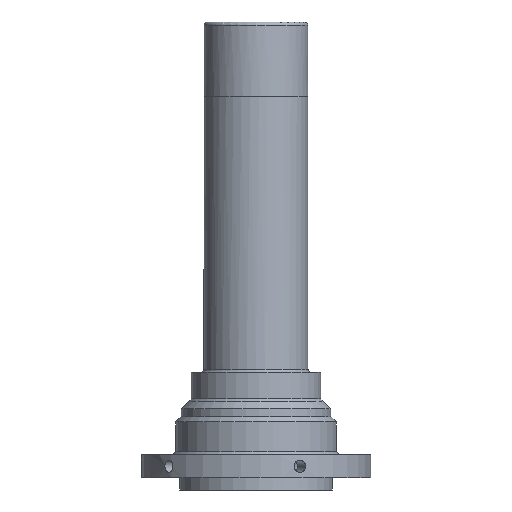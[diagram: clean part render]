
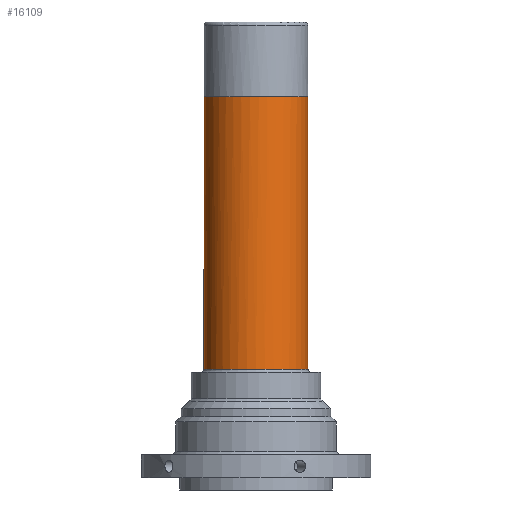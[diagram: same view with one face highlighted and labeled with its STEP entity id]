
A CAD part, front view. The second image highlights one B-rep face of the part: STEP entity #16109.
In plain terms, the highlighted cylindrical face has radius 34 mm (diameter 68 mm), a full revolution.
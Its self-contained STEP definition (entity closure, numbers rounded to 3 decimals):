
#23=ELLIPSE('',#20186,48.083,34.);
#24=ELLIPSE('',#20187,48.083,34.);
#25=ELLIPSE('',#20188,48.083,34.);
#26=ELLIPSE('',#20189,48.083,34.);
#228=B_SPLINE_CURVE_WITH_KNOTS('',3,(#29308,#29309,#29310,#29311,#29312,
#29313,#29314,#29315,#29316,#29317,#29318,#29319,#29320,#29321,#29322,#29323),
 .UNSPECIFIED.,.F.,.F.,(4,2,2,2,2,2,2,4),(0.,0.25,0.375,0.5,0.625,0.75,
0.875,1.),.UNSPECIFIED.);
#664=LINE('',#29329,#1277);
#665=LINE('',#29335,#1278);
#1277=VECTOR('',#23493,1.);
#1278=VECTOR('',#23498,1.);
#2383=CYLINDRICAL_SURFACE('',#20191,34.);
#3815=EDGE_LOOP('',(#6454,#6455));
#3816=EDGE_LOOP('',(#6456,#6457,#6458,#6459,#6460,#6461));
#3817=EDGE_LOOP('',(#6462));
#6454=ORIENTED_EDGE('',*,*,#9019,.F.);
#6455=ORIENTED_EDGE('',*,*,#9013,.F.);
#6456=ORIENTED_EDGE('',*,*,#9020,.T.);
#6457=ORIENTED_EDGE('',*,*,#9021,.T.);
#6458=ORIENTED_EDGE('',*,*,#9022,.F.);
#6459=ORIENTED_EDGE('',*,*,#9023,.T.);
#6460=ORIENTED_EDGE('',*,*,#9024,.T.);
#6461=ORIENTED_EDGE('',*,*,#9025,.F.);
#6462=ORIENTED_EDGE('',*,*,#9026,.T.);
#9013=EDGE_CURVE('',#18463,#18464,#10301,.T.);
#9019=EDGE_CURVE('',#18464,#18463,#228,.T.);
#9020=EDGE_CURVE('',#18469,#18470,#23,.T.);
#9021=EDGE_CURVE('',#18470,#18471,#24,.T.);
#9022=EDGE_CURVE('',#18472,#18471,#664,.T.);
#9023=EDGE_CURVE('',#18472,#18473,#25,.T.);
#9024=EDGE_CURVE('',#18473,#18474,#26,.T.);
#9025=EDGE_CURVE('',#18469,#18474,#665,.T.);
#9026=EDGE_CURVE('',#18475,#18475,#10303,.T.);
#10301=CIRCLE('',#20183,34.);
#10303=CIRCLE('',#20190,34.);
#16109=ADVANCED_FACE('',(#17196,#17197,#17198),#2383,.T.);
#17196=FACE_BOUND('',#3815,.T.);
#17197=FACE_BOUND('',#3816,.T.);
#17198=FACE_BOUND('',#3817,.T.);
#18463=VERTEX_POINT('',#29295);
#18464=VERTEX_POINT('',#29297);
#18469=VERTEX_POINT('',#29325);
#18470=VERTEX_POINT('',#29326);
#18471=VERTEX_POINT('',#29328);
#18472=VERTEX_POINT('',#29330);
#18473=VERTEX_POINT('',#29332);
#18474=VERTEX_POINT('',#29334);
#18475=VERTEX_POINT('',#29337);
#20183=AXIS2_PLACEMENT_3D('',#29296,#23479,#23480);
#20186=AXIS2_PLACEMENT_3D('',#29324,#23489,#23490);
#20187=AXIS2_PLACEMENT_3D('',#29327,#23491,#23492);
#20188=AXIS2_PLACEMENT_3D('',#29331,#23494,#23495);
#20189=AXIS2_PLACEMENT_3D('',#29333,#23496,#23497);
#20190=AXIS2_PLACEMENT_3D('',#29336,#23499,#23500);
#20191=AXIS2_PLACEMENT_3D('',#29338,#23501,#23502);
#23479=DIRECTION('',(0.,0.,1.));
#23480=DIRECTION('',(1.,0.,0.));
#23489=DIRECTION('',(0.,-0.707,0.707));
#23490=DIRECTION('',(0.,0.707,0.707));
#23491=DIRECTION('',(0.,-0.707,0.707));
#23492=DIRECTION('',(0.,0.707,0.707));
#23493=DIRECTION('',(0.,0.,1.));
#23494=DIRECTION('',(0.,-0.707,-0.707));
#23495=DIRECTION('',(0.,-0.707,0.707));
#23496=DIRECTION('',(0.,-0.707,-0.707));
#23497=DIRECTION('',(0.,-0.707,0.707));
#23498=DIRECTION('',(0.,0.,-1.));
#23499=DIRECTION('',(0.,0.,1.));
#23500=DIRECTION('',(1.,0.,0.));
#23501=DIRECTION('',(0.,0.,1.));
#23502=DIRECTION('',(1.,0.,0.));
#29295=CARTESIAN_POINT('',(-20.789,34.023,214.998));
#29296=CARTESIAN_POINT('',(0.211,7.283,214.998));
#29297=CARTESIAN_POINT('',(21.211,34.023,214.998));
#29308=CARTESIAN_POINT('',(21.211,34.023,214.998));
#29309=CARTESIAN_POINT('',(21.211,34.023,209.277));
#29310=CARTESIAN_POINT('',(18.857,36.021,203.961));
#29311=CARTESIAN_POINT('',(13.208,38.771,198.289));
#29312=CARTESIAN_POINT('',(10.942,39.65,196.74));
#29313=CARTESIAN_POINT('',(5.889,40.907,194.595));
#29314=CARTESIAN_POINT('',(3.086,41.282,194.));
#29315=CARTESIAN_POINT('',(-2.635,41.285,193.996));
#29316=CARTESIAN_POINT('',(-5.434,40.913,194.584));
#29317=CARTESIAN_POINT('',(-10.51,39.655,196.732));
#29318=CARTESIAN_POINT('',(-12.787,38.771,198.289));
#29319=CARTESIAN_POINT('',(-16.555,36.936,202.075));
#29320=CARTESIAN_POINT('',(-18.079,35.974,204.327));
#29321=CARTESIAN_POINT('',(-20.196,34.509,209.344));
#29322=CARTESIAN_POINT('',(-20.789,34.023,212.133));
#29323=CARTESIAN_POINT('',(-20.789,34.023,214.998));
#29324=CARTESIAN_POINT('',(0.211,7.283,70.998));
#29325=CARTESIAN_POINT('',(14.175,38.283,101.998));
#29326=CARTESIAN_POINT('',(0.211,41.283,104.998));
#29327=CARTESIAN_POINT('',(0.211,7.283,70.998));
#29328=CARTESIAN_POINT('',(-13.753,38.283,101.998));
#29329=CARTESIAN_POINT('',(-13.753,38.283,34.998));
#29330=CARTESIAN_POINT('',(-13.753,38.283,61.998));
#29331=CARTESIAN_POINT('',(0.211,7.283,92.998));
#29332=CARTESIAN_POINT('',(0.211,41.283,58.998));
#29333=CARTESIAN_POINT('',(0.211,7.283,92.998));
#29334=CARTESIAN_POINT('',(14.175,38.283,61.998));
#29335=CARTESIAN_POINT('',(14.175,38.283,34.998));
#29336=CARTESIAN_POINT('',(0.211,7.283,36.998));
#29337=CARTESIAN_POINT('',(34.211,7.283,36.998));
#29338=CARTESIAN_POINT('',(0.211,7.283,34.998));
